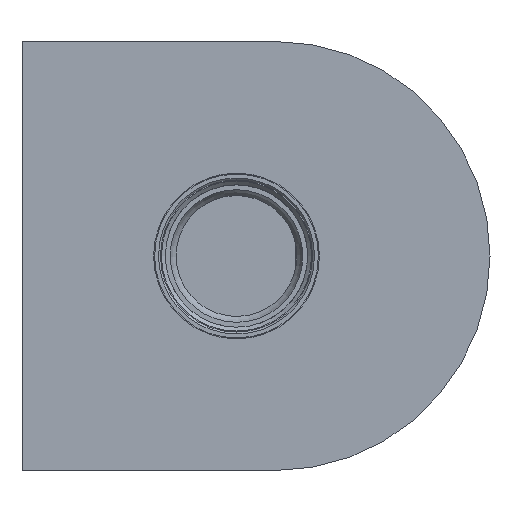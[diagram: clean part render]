
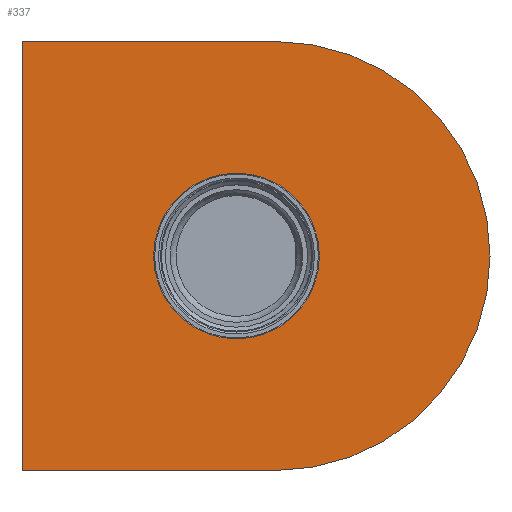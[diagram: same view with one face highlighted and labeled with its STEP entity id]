
A CAD part, left-side view. The second image highlights one B-rep face of the part: STEP entity #337.
In plain terms, the highlighted planar face has unit normal (-1, 0, 0).
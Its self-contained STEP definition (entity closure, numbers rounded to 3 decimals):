
#114 = LINE ( 'NONE', #2228, #4048 ) ;
#145 = CARTESIAN_POINT ( 'NONE',  ( 50., 25., 55. ) ) ;
#176 = CIRCLE ( 'NONE', #2432, 55. ) ;
#337 = ADVANCED_FACE ( 'NONE', ( #4896, #1643 ), #703, .T. ) ;
#376 = ORIENTED_EDGE ( 'NONE', *, *, #2552, .T. ) ;
#636 = ORIENTED_EDGE ( 'NONE', *, *, #2007, .F. ) ;
#670 = CARTESIAN_POINT ( 'NONE',  ( 50., -40., 55. ) ) ;
#703 = PLANE ( 'NONE',  #2385 ) ;
#995 = DIRECTION ( 'NONE',  ( 0., 1., 0. ) ) ;
#1162 = ORIENTED_EDGE ( 'NONE', *, *, #3151, .T. ) ;
#1402 = DIRECTION ( 'NONE',  ( 0., 0., 1. ) ) ;
#1404 = AXIS2_PLACEMENT_3D ( 'NONE', #3831, #2636, #1402 ) ;
#1524 = DIRECTION ( 'NONE',  ( -1., 0., 0. ) ) ;
#1567 = ORIENTED_EDGE ( 'NONE', *, *, #1874, .T. ) ;
#1604 = DIRECTION ( 'NONE',  ( -1., 0., 0. ) ) ;
#1643 = FACE_OUTER_BOUND ( 'NONE', #5131, .T. ) ;
#1746 = CARTESIAN_POINT ( 'NONE',  ( 50., 25., -55. ) ) ;
#1874 = EDGE_CURVE ( 'NONE', #1936, #4413, #2680, .T. ) ;
#1916 = CIRCLE ( 'NONE', #1404, 21.25 ) ;
#1936 = VERTEX_POINT ( 'NONE', #145 ) ;
#2005 = ORIENTED_EDGE ( 'NONE', *, *, #4453, .T. ) ;
#2007 = EDGE_CURVE ( 'NONE', #4635, #4635, #1916, .T. ) ;
#2228 = CARTESIAN_POINT ( 'NONE',  ( 50., -40., 55. ) ) ;
#2385 = AXIS2_PLACEMENT_3D ( 'NONE', #3542, #1524, #4363 ) ;
#2423 = CARTESIAN_POINT ( 'NONE',  ( 50., 25., -55. ) ) ;
#2432 = AXIS2_PLACEMENT_3D ( 'NONE', #4034, #1604, #4456 ) ;
#2542 = VERTEX_POINT ( 'NONE', #4116 ) ;
#2552 = EDGE_CURVE ( 'NONE', #2676, #1936, #114, .T. ) ;
#2636 = DIRECTION ( 'NONE',  ( -1., 0., 0. ) ) ;
#2676 = VERTEX_POINT ( 'NONE', #670 ) ;
#2680 = LINE ( 'NONE', #4204, #2995 ) ;
#2995 = VECTOR ( 'NONE', #3816, 1000. ) ;
#3069 = EDGE_LOOP ( 'NONE', ( #636 ) ) ;
#3151 = EDGE_CURVE ( 'NONE', #4413, #2542, #4954, .T. ) ;
#3542 = CARTESIAN_POINT ( 'NONE',  ( 50., -40., 0. ) ) ;
#3726 = CARTESIAN_POINT ( 'NONE',  ( 50., -30., 21.25 ) ) ;
#3733 = VECTOR ( 'NONE', #4596, 1000. ) ;
#3816 = DIRECTION ( 'NONE',  ( 0., 0., -1. ) ) ;
#3831 = CARTESIAN_POINT ( 'NONE',  ( 50., -30., 0. ) ) ;
#4034 = CARTESIAN_POINT ( 'NONE',  ( 50., -40., 0. ) ) ;
#4048 = VECTOR ( 'NONE', #995, 1000. ) ;
#4116 = CARTESIAN_POINT ( 'NONE',  ( 50., -40., -55. ) ) ;
#4204 = CARTESIAN_POINT ( 'NONE',  ( 50., 25., 55. ) ) ;
#4363 = DIRECTION ( 'NONE',  ( 0., 0., 1. ) ) ;
#4413 = VERTEX_POINT ( 'NONE', #2423 ) ;
#4453 = EDGE_CURVE ( 'NONE', #2542, #2676, #176, .T. ) ;
#4456 = DIRECTION ( 'NONE',  ( 0., 0., 1. ) ) ;
#4596 = DIRECTION ( 'NONE',  ( 0., -1., 0. ) ) ;
#4635 = VERTEX_POINT ( 'NONE', #3726 ) ;
#4896 = FACE_BOUND ( 'NONE', #3069, .T. ) ;
#4954 = LINE ( 'NONE', #1746, #3733 ) ;
#5131 = EDGE_LOOP ( 'NONE', ( #376, #1567, #1162, #2005 ) ) ;
